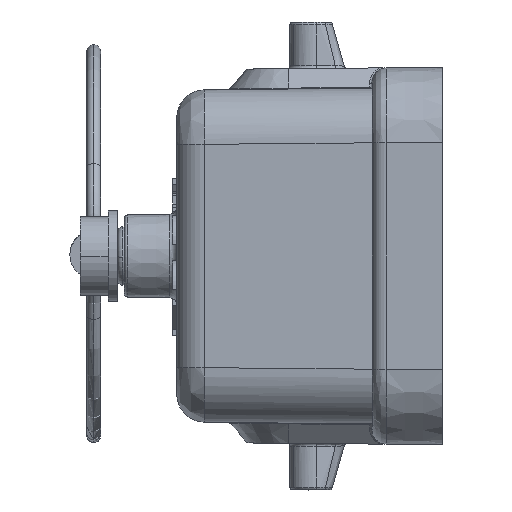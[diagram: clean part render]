
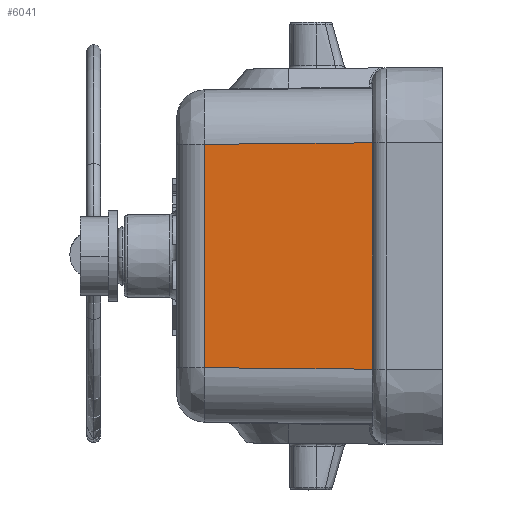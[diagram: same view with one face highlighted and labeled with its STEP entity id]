
A CAD part, left-side view. The second image highlights one B-rep face of the part: STEP entity #6041.
In plain terms, the highlighted planar face has unit normal (-1, 0.009, 0).
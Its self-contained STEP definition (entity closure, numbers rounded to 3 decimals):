
#662=CARTESIAN_POINT('',(-12.,0.,-8.1));
#670=DIRECTION('',(0.,0.,-1.));
#671=VECTOR('',#670,16.2);
#672=CARTESIAN_POINT('',(-12.,0.,
8.1));
#673=LINE('',#672,#671);
#680=CARTESIAN_POINT('',(-12.,0.,8.1));
#1028=DIRECTION('',(-0.009,-1.,-0.009));
#1029=VECTOR('',#1028,12.018);
#1030=CARTESIAN_POINT('',(-11.895,12.017,
-7.995));
#1031=LINE('',#1030,#1029);
#1032=DIRECTION('',(0.009,1.,-0.009));
#1033=VECTOR('',#1032,12.018);
#1034=CARTESIAN_POINT('',(-12.,0.,
8.1));
#1035=LINE('',#1034,#1033);
#1036=CARTESIAN_POINT('',(-11.895,12.017,
-7.995));
#1073=DIRECTION('',(0.,0.,1.));
#1074=VECTOR('',#1073,15.99);
#1075=CARTESIAN_POINT('',(-11.895,12.017,
-7.995));
#1076=LINE('',#1075,#1074);
#3726=VERTEX_POINT('',#1036);
#3736=VERTEX_POINT('',#662);
#3836=VERTEX_POINT('',#680);
#3837=CARTESIAN_POINT('',(-11.895,12.017,7.995));
#3838=VERTEX_POINT('',#3837);
#6028=CARTESIAN_POINT('',(-12.,0.,-13.448));
#6029=DIRECTION('',(-1.,0.009,0.));
#6030=DIRECTION('',(-0.009,-1.,0.));
#6031=AXIS2_PLACEMENT_3D('',#6028,#6029,#6030);
#6032=PLANE('',#6031);
#6034=ORIENTED_EDGE('',*,*,#6033,.F.);
#6036=ORIENTED_EDGE('',*,*,#6035,.T.);
#6037=ORIENTED_EDGE('',*,*,#6019,.F.);
#6038=ORIENTED_EDGE('',*,*,#5474,.T.);
#6039=EDGE_LOOP('',(#6034,#6036,#6037,#6038));
#6040=FACE_OUTER_BOUND('',#6039,.F.);
#6041=ADVANCED_FACE('',(#6040),#6032,.T.);
#5474=EDGE_CURVE('',#3836,#3736,#673,.T.);
#6019=EDGE_CURVE('',#3836,#3838,#1035,.T.);
#6033=EDGE_CURVE('',#3726,#3736,#1031,.T.);
#6035=EDGE_CURVE('',#3726,#3838,#1076,.T.);
